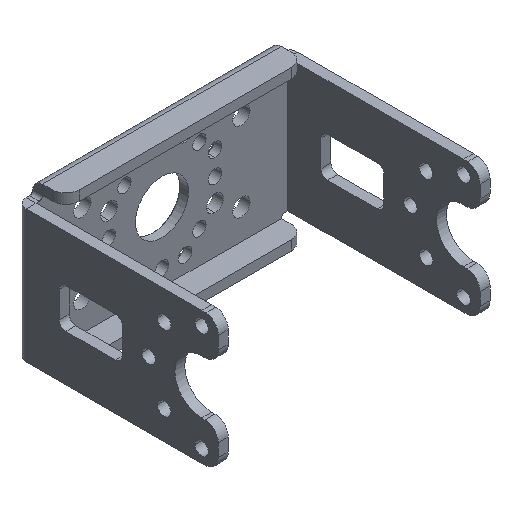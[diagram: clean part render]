
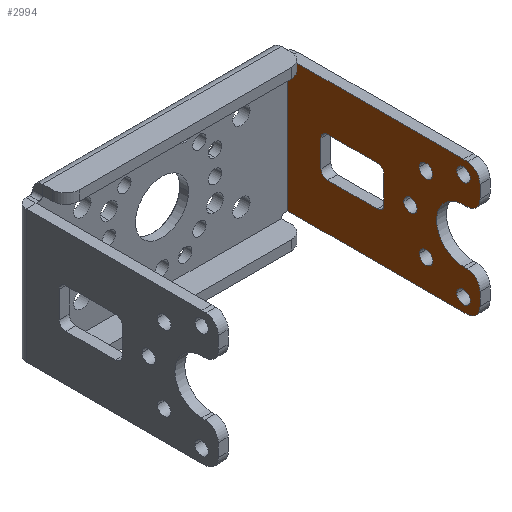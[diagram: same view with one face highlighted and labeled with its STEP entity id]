
A CAD part, isometric view. The second image highlights one B-rep face of the part: STEP entity #2994.
In plain terms, the highlighted planar face has unit normal (-1, 0, 0).
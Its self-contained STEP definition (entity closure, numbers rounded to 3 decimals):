
#552=DIRECTION('',(0.,-1.,0.));
#553=VECTOR('',#552,26.5);
#554=CARTESIAN_POINT('',(19.,26.5,-10.));
#555=LINE('',#554,#553);
#568=DIRECTION('',(0.,-1.,0.));
#569=VECTOR('',#568,7.5);
#570=CARTESIAN_POINT('',(19.,20.5,-3.));
#571=LINE('',#570,#569);
#572=CARTESIAN_POINT('',(19.,13.,-2.));
#573=DIRECTION('',(1.,0.,0.));
#574=DIRECTION('',(0.,-1.,0.));
#575=AXIS2_PLACEMENT_3D('',#572,#573,#574);
#577=DIRECTION('',(0.,0.,1.));
#578=VECTOR('',#577,4.);
#579=CARTESIAN_POINT('',(19.,12.,-2.));
#580=LINE('',#579,#578);
#581=CARTESIAN_POINT('',(19.,13.,2.));
#582=DIRECTION('',(1.,0.,0.));
#583=DIRECTION('',(0.,0.,1.));
#584=AXIS2_PLACEMENT_3D('',#581,#582,#583);
#586=DIRECTION('',(0.,1.,0.));
#587=VECTOR('',#586,7.5);
#588=CARTESIAN_POINT('',(19.,13.,3.));
#589=LINE('',#588,#587);
#590=CARTESIAN_POINT('',(19.,20.5,2.));
#591=DIRECTION('',(1.,0.,0.));
#592=DIRECTION('',(0.,1.,0.));
#593=AXIS2_PLACEMENT_3D('',#590,#591,#592);
#595=DIRECTION('',(0.,0.,-1.));
#596=VECTOR('',#595,4.);
#597=CARTESIAN_POINT('',(19.,21.5,2.));
#598=LINE('',#597,#596);
#599=CARTESIAN_POINT('',(19.,20.5,-2.));
#600=DIRECTION('',(1.,0.,0.));
#601=DIRECTION('',(0.,0.,-1.));
#602=AXIS2_PLACEMENT_3D('',#599,#600,#601);
#604=DIRECTION('',(0.,0.,-1.));
#605=VECTOR('',#604,20.);
#606=CARTESIAN_POINT('',(19.,26.5,10.));
#607=LINE('',#606,#605);
#608=CARTESIAN_POINT('',(19.,0.,0.));
#609=DIRECTION('',(1.,0.,0.));
#610=DIRECTION('',(0.,0.,1.));
#611=AXIS2_PLACEMENT_3D('',#608,#609,#610);
#613=CARTESIAN_POINT('',(19.,-0.5,7.984));
#614=DIRECTION('',(-1.,0.,0.));
#615=DIRECTION('',(0.,-1.,0.));
#616=AXIS2_PLACEMENT_3D('',#613,#614,#615);
#618=DIRECTION('',(0.,0.,-1.));
#619=VECTOR('',#618,1.934);
#620=CARTESIAN_POINT('',(19.,-2.5,7.984));
#621=LINE('',#620,#619);
#622=CARTESIAN_POINT('',(19.,-0.5,6.05));
#623=DIRECTION('',(-1.,0.,0.));
#624=DIRECTION('',(0.,0.,-1.));
#625=AXIS2_PLACEMENT_3D('',#622,#623,#624);
#627=DIRECTION('',(0.,1.,0.));
#628=VECTOR('',#627,0.5);
#629=CARTESIAN_POINT('',(19.,-0.5,4.05));
#630=LINE('',#629,#628);
#631=CARTESIAN_POINT('',(19.,0.,0.));
#632=DIRECTION('',(1.,0.,0.));
#633=DIRECTION('',(0.,0.,-1.));
#634=AXIS2_PLACEMENT_3D('',#631,#632,#633);
#636=DIRECTION('',(0.,1.,0.));
#637=VECTOR('',#636,0.5);
#638=CARTESIAN_POINT('',(19.,-0.5,-4.05));
#639=LINE('',#638,#637);
#640=CARTESIAN_POINT('',(19.,-0.5,-6.05));
#641=DIRECTION('',(-1.,0.,0.));
#642=DIRECTION('',(0.,-1.,0.));
#643=AXIS2_PLACEMENT_3D('',#640,#641,#642);
#645=DIRECTION('',(0.,0.,-1.));
#646=VECTOR('',#645,1.934);
#647=CARTESIAN_POINT('',(19.,-2.5,-6.05));
#648=LINE('',#647,#646);
#649=CARTESIAN_POINT('',(19.,-0.5,-7.984));
#650=DIRECTION('',(-1.,0.,0.));
#651=DIRECTION('',(0.,-0.063,-0.998));
#652=AXIS2_PLACEMENT_3D('',#649,#650,#651);
#654=CARTESIAN_POINT('',(19.,0.,0.));
#655=DIRECTION('',(1.,0.,0.));
#656=DIRECTION('',(0.,-0.063,-0.998));
#657=AXIS2_PLACEMENT_3D('',#654,#655,#656);
#659=CARTESIAN_POINT('',(19.,0.,8.));
#660=DIRECTION('',(-1.,0.,0.));
#661=DIRECTION('',(0.,-1.,0.));
#662=AXIS2_PLACEMENT_3D('',#659,#660,#661);
#664=CARTESIAN_POINT('',(19.,0.,8.));
#665=DIRECTION('',(-1.,0.,0.));
#666=DIRECTION('',(0.,1.,0.));
#667=AXIS2_PLACEMENT_3D('',#664,#665,#666);
#669=CARTESIAN_POINT('',(19.,5.657,5.657));
#670=DIRECTION('',(-1.,0.,0.));
#671=DIRECTION('',(0.,-1.,0.));
#672=AXIS2_PLACEMENT_3D('',#669,#670,#671);
#674=CARTESIAN_POINT('',(19.,5.657,5.657));
#675=DIRECTION('',(-1.,0.,0.));
#676=DIRECTION('',(0.,1.,0.));
#677=AXIS2_PLACEMENT_3D('',#674,#675,#676);
#679=CARTESIAN_POINT('',(19.,8.,0.));
#680=DIRECTION('',(-1.,0.,0.));
#681=DIRECTION('',(0.,-1.,0.));
#682=AXIS2_PLACEMENT_3D('',#679,#680,#681);
#684=CARTESIAN_POINT('',(19.,8.,0.));
#685=DIRECTION('',(-1.,0.,0.));
#686=DIRECTION('',(0.,1.,0.));
#687=AXIS2_PLACEMENT_3D('',#684,#685,#686);
#689=CARTESIAN_POINT('',(19.,5.657,-5.657));
#690=DIRECTION('',(-1.,0.,0.));
#691=DIRECTION('',(0.,-1.,0.));
#692=AXIS2_PLACEMENT_3D('',#689,#690,#691);
#694=CARTESIAN_POINT('',(19.,5.657,-5.657));
#695=DIRECTION('',(-1.,0.,0.));
#696=DIRECTION('',(0.,1.,0.));
#697=AXIS2_PLACEMENT_3D('',#694,#695,#696);
#699=CARTESIAN_POINT('',(19.,0.,-8.));
#700=DIRECTION('',(-1.,0.,0.));
#701=DIRECTION('',(0.,-1.,0.));
#702=AXIS2_PLACEMENT_3D('',#699,#700,#701);
#704=CARTESIAN_POINT('',(19.,0.,-8.));
#705=DIRECTION('',(-1.,0.,0.));
#706=DIRECTION('',(0.,1.,0.));
#707=AXIS2_PLACEMENT_3D('',#704,#705,#706);
#914=DIRECTION('',(0.,-1.,0.));
#915=VECTOR('',#914,26.5);
#916=CARTESIAN_POINT('',(19.,26.5,10.));
#917=LINE('',#916,#915);
#1864=CARTESIAN_POINT('',(19.,26.5,10.));
#1865=CARTESIAN_POINT('',(19.,0.,10.));
#1866=VERTEX_POINT('',#1864);
#1867=VERTEX_POINT('',#1865);
#1872=CARTESIAN_POINT('',(19.,26.5,-10.));
#1873=CARTESIAN_POINT('',(19.,0.,-10.));
#1874=VERTEX_POINT('',#1872);
#1875=VERTEX_POINT('',#1873);
#1900=CARTESIAN_POINT('',(19.,0.,-4.05));
#1901=CARTESIAN_POINT('',(19.,0.,4.05));
#1902=VERTEX_POINT('',#1900);
#1903=VERTEX_POINT('',#1901);
#1920=CARTESIAN_POINT('',(19.,-2.5,-6.05));
#1921=CARTESIAN_POINT('',(19.,-2.5,-7.984));
#1922=VERTEX_POINT('',#1920);
#1923=VERTEX_POINT('',#1921);
#1924=CARTESIAN_POINT('',(19.,-2.5,7.984));
#1925=CARTESIAN_POINT('',(19.,-2.5,6.05));
#1926=VERTEX_POINT('',#1924);
#1927=VERTEX_POINT('',#1925);
#1946=CARTESIAN_POINT('',(19.,-0.625,9.98));
#1947=VERTEX_POINT('',#1946);
#2008=CARTESIAN_POINT('',(19.,-0.5,-4.05));
#2009=VERTEX_POINT('',#2008);
#2010=CARTESIAN_POINT('',(19.,-0.5,4.05));
#2011=VERTEX_POINT('',#2010);
#2030=CARTESIAN_POINT('',(19.,-0.625,-9.98));
#2031=VERTEX_POINT('',#2030);
#2032=CARTESIAN_POINT('',(19.,-1.,8.));
#2033=CARTESIAN_POINT('',(19.,1.,8.));
#2034=VERTEX_POINT('',#2032);
#2035=VERTEX_POINT('',#2033);
#2040=CARTESIAN_POINT('',(19.,4.657,5.657));
#2041=CARTESIAN_POINT('',(19.,6.657,5.657));
#2042=VERTEX_POINT('',#2040);
#2043=VERTEX_POINT('',#2041);
#2048=CARTESIAN_POINT('',(19.,7.,0.));
#2049=CARTESIAN_POINT('',(19.,9.,0.));
#2050=VERTEX_POINT('',#2048);
#2051=VERTEX_POINT('',#2049);
#2120=CARTESIAN_POINT('',(19.,20.5,-3.));
#2121=CARTESIAN_POINT('',(19.,13.,-3.));
#2122=VERTEX_POINT('',#2120);
#2123=VERTEX_POINT('',#2121);
#2124=CARTESIAN_POINT('',(19.,12.,-2.));
#2125=VERTEX_POINT('',#2124);
#2126=CARTESIAN_POINT('',(19.,12.,2.));
#2127=VERTEX_POINT('',#2126);
#2128=CARTESIAN_POINT('',(19.,13.,3.));
#2129=VERTEX_POINT('',#2128);
#2130=CARTESIAN_POINT('',(19.,20.5,3.));
#2131=VERTEX_POINT('',#2130);
#2132=CARTESIAN_POINT('',(19.,21.5,2.));
#2133=VERTEX_POINT('',#2132);
#2134=CARTESIAN_POINT('',(19.,21.5,-2.));
#2135=VERTEX_POINT('',#2134);
#2152=CARTESIAN_POINT('',(19.,4.657,-5.657));
#2153=CARTESIAN_POINT('',(19.,6.657,-5.657));
#2154=VERTEX_POINT('',#2152);
#2155=VERTEX_POINT('',#2153);
#2160=CARTESIAN_POINT('',(19.,-1.,-8.));
#2161=CARTESIAN_POINT('',(19.,1.,-8.));
#2162=VERTEX_POINT('',#2160);
#2163=VERTEX_POINT('',#2161);
#2915=CARTESIAN_POINT('',(19.,26.5,10.));
#2916=DIRECTION('',(-1.,0.,0.));
#2917=DIRECTION('',(0.,-1.,0.));
#2918=AXIS2_PLACEMENT_3D('',#2915,#2916,#2917);
#2919=PLANE('',#2918);
#2920=ORIENTED_EDGE('',*,*,#2389,.F.);
#2922=ORIENTED_EDGE('',*,*,#2921,.T.);
#2923=ORIENTED_EDGE('',*,*,#2889,.T.);
#2925=ORIENTED_EDGE('',*,*,#2924,.F.);
#2927=ORIENTED_EDGE('',*,*,#2926,.T.);
#2929=ORIENTED_EDGE('',*,*,#2928,.F.);
#2931=ORIENTED_EDGE('',*,*,#2930,.T.);
#2933=ORIENTED_EDGE('',*,*,#2932,.F.);
#2935=ORIENTED_EDGE('',*,*,#2934,.F.);
#2937=ORIENTED_EDGE('',*,*,#2936,.F.);
#2939=ORIENTED_EDGE('',*,*,#2938,.T.);
#2941=ORIENTED_EDGE('',*,*,#2940,.F.);
#2942=ORIENTED_EDGE('',*,*,#2910,.T.);
#2943=ORIENTED_EDGE('',*,*,#2879,.F.);
#2944=EDGE_LOOP('',(#2920,#2922,#2923,#2925,#2927,#2929,#2931,#2933,#2935,#2937,
#2939,#2941,#2942,#2943));
#2945=FACE_OUTER_BOUND('',#2944,.F.);
#2947=ORIENTED_EDGE('',*,*,#2946,.T.);
#2949=ORIENTED_EDGE('',*,*,#2948,.F.);
#2951=ORIENTED_EDGE('',*,*,#2950,.T.);
#2953=ORIENTED_EDGE('',*,*,#2952,.F.);
#2955=ORIENTED_EDGE('',*,*,#2954,.T.);
#2957=ORIENTED_EDGE('',*,*,#2956,.F.);
#2959=ORIENTED_EDGE('',*,*,#2958,.T.);
#2961=ORIENTED_EDGE('',*,*,#2960,.F.);
#2962=EDGE_LOOP('',(#2947,#2949,#2951,#2953,#2955,#2957,#2959,#2961));
#2963=FACE_BOUND('',#2962,.F.);
#2965=ORIENTED_EDGE('',*,*,#2964,.T.);
#2967=ORIENTED_EDGE('',*,*,#2966,.T.);
#2968=EDGE_LOOP('',(#2965,#2967));
#2969=FACE_BOUND('',#2968,.F.);
#2971=ORIENTED_EDGE('',*,*,#2970,.T.);
#2973=ORIENTED_EDGE('',*,*,#2972,.T.);
#2974=EDGE_LOOP('',(#2971,#2973));
#2975=FACE_BOUND('',#2974,.F.);
#2977=ORIENTED_EDGE('',*,*,#2976,.T.);
#2979=ORIENTED_EDGE('',*,*,#2978,.T.);
#2980=EDGE_LOOP('',(#2977,#2979));
#2981=FACE_BOUND('',#2980,.F.);
#2983=ORIENTED_EDGE('',*,*,#2982,.T.);
#2985=ORIENTED_EDGE('',*,*,#2984,.T.);
#2986=EDGE_LOOP('',(#2983,#2985));
#2987=FACE_BOUND('',#2986,.F.);
#2989=ORIENTED_EDGE('',*,*,#2988,.T.);
#2991=ORIENTED_EDGE('',*,*,#2990,.T.);
#2992=EDGE_LOOP('',(#2989,#2991));
#2993=FACE_BOUND('',#2992,.F.);
#2994=ADVANCED_FACE('',(#2945,#2963,#2969,#2975,#2981,#2987,#2993),#2919,.T.);
#576=CIRCLE('',#575,1.);
#585=CIRCLE('',#584,1.);
#594=CIRCLE('',#593,1.);
#603=CIRCLE('',#602,1.);
#612=CIRCLE('',#611,10.);
#617=CIRCLE('',#616,2.);
#626=CIRCLE('',#625,2.);
#635=CIRCLE('',#634,4.05);
#644=CIRCLE('',#643,2.);
#653=CIRCLE('',#652,2.);
#658=CIRCLE('',#657,10.);
#663=CIRCLE('',#662,1.);
#668=CIRCLE('',#667,1.);
#673=CIRCLE('',#672,1.);
#678=CIRCLE('',#677,1.);
#683=CIRCLE('',#682,1.);
#688=CIRCLE('',#687,1.);
#693=CIRCLE('',#692,1.);
#698=CIRCLE('',#697,1.);
#703=CIRCLE('',#702,1.);
#708=CIRCLE('',#707,1.);
#2389=EDGE_CURVE('',#1866,#1874,#607,.T.);
#2879=EDGE_CURVE('',#1874,#1875,#555,.T.);
#2889=EDGE_CURVE('',#1867,#1947,#612,.T.);
#2910=EDGE_CURVE('',#2031,#1875,#658,.T.);
#2921=EDGE_CURVE('',#1866,#1867,#917,.T.);
#2924=EDGE_CURVE('',#1926,#1947,#617,.T.);
#2926=EDGE_CURVE('',#1926,#1927,#621,.T.);
#2928=EDGE_CURVE('',#2011,#1927,#626,.T.);
#2930=EDGE_CURVE('',#2011,#1903,#630,.T.);
#2932=EDGE_CURVE('',#1902,#1903,#635,.T.);
#2934=EDGE_CURVE('',#2009,#1902,#639,.T.);
#2936=EDGE_CURVE('',#1922,#2009,#644,.T.);
#2938=EDGE_CURVE('',#1922,#1923,#648,.T.);
#2940=EDGE_CURVE('',#2031,#1923,#653,.T.);
#2946=EDGE_CURVE('',#2122,#2123,#571,.T.);
#2948=EDGE_CURVE('',#2125,#2123,#576,.T.);
#2950=EDGE_CURVE('',#2125,#2127,#580,.T.);
#2952=EDGE_CURVE('',#2129,#2127,#585,.T.);
#2954=EDGE_CURVE('',#2129,#2131,#589,.T.);
#2956=EDGE_CURVE('',#2133,#2131,#594,.T.);
#2958=EDGE_CURVE('',#2133,#2135,#598,.T.);
#2960=EDGE_CURVE('',#2122,#2135,#603,.T.);
#2964=EDGE_CURVE('',#2034,#2035,#663,.T.);
#2966=EDGE_CURVE('',#2035,#2034,#668,.T.);
#2970=EDGE_CURVE('',#2042,#2043,#673,.T.);
#2972=EDGE_CURVE('',#2043,#2042,#678,.T.);
#2976=EDGE_CURVE('',#2050,#2051,#683,.T.);
#2978=EDGE_CURVE('',#2051,#2050,#688,.T.);
#2982=EDGE_CURVE('',#2154,#2155,#693,.T.);
#2984=EDGE_CURVE('',#2155,#2154,#698,.T.);
#2988=EDGE_CURVE('',#2162,#2163,#703,.T.);
#2990=EDGE_CURVE('',#2163,#2162,#708,.T.);
